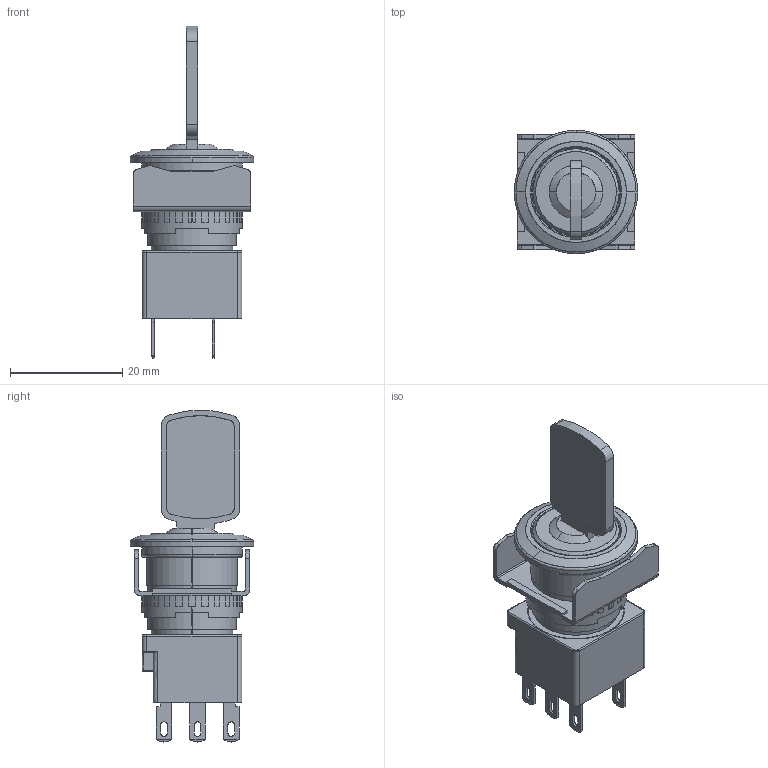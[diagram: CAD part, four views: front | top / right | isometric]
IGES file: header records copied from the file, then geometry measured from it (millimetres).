
Start section: SolidWorks IGES file using analytic representation for surfaces
Global section: file name: 254_LB6(M)K-[2][3]$STx$-[3H][4H][5H][6H].IGS; native system: SolidWorks 2019; preprocessor: SolidWorks 2019; author: 1003660; date: 200925.110939; units: millimetre
Bounding box: 22 x 22 x 59.2 mm (x, y, z)
Surface area: 7037.1 mm2 (no closed solid volume)
Topology: 0 solids, 0 shells, 436 faces, 3950 edges, 3944 vertices
Faces by surface type: bspline 266, revolution 170
